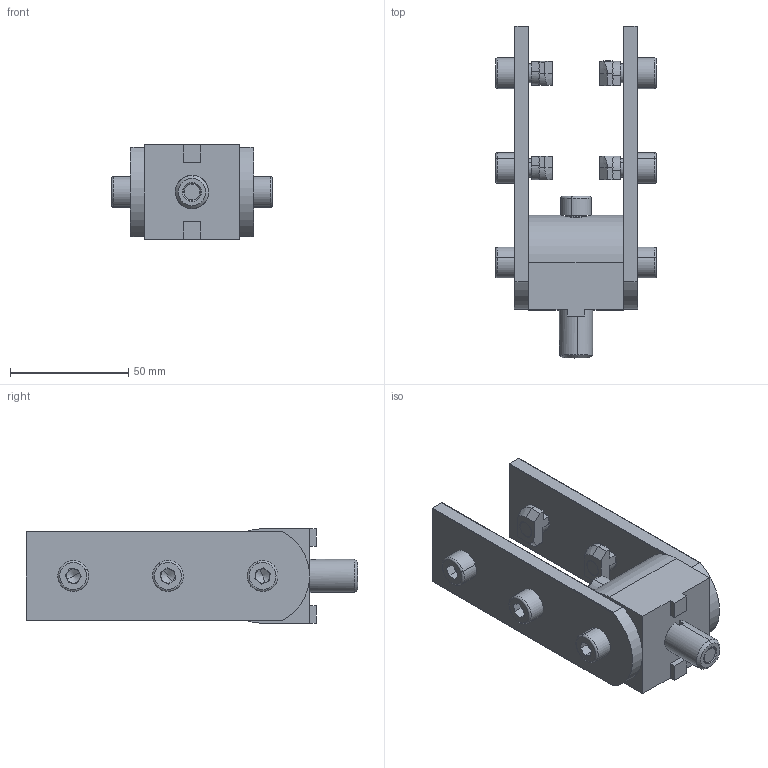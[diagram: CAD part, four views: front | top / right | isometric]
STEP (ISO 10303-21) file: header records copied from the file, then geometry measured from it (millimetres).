
FILE_DESCRIPTION (( 'STEP AP214' ), '1' );
FILE_NAME ('#049 Êîìïëåêò êðîíøòåéíà 40õ40-10-À ñ ñîåäèíèòåëåì, â òîðåö ïðîôèëÿ.STEP', '2022-06-20T09:08:38', ( 'Ñòàñ' ), ( '' ), 'SwSTEP 2.0', 'SolidWorks 2021', '' );
FILE_SCHEMA (( 'AUTOMOTIVE_DESIGN' ));
Length unit declared in the file: millimetre
Products named in the file (8): A467 Ïîâîðîòíûé ñîåäèíèòåëü 120ìì, ïàç 10; D47 Âèíò öèëèíäð. ñ âíóòðåííèì øåñò. Ì8 õ16 DIN 912; A462 Ïîâîðîòíûé êðîíøòåéí 10-A; #049 Êîìïëåêò êðîíøòåéíà 40õ40-10-À ñ ñîåäèíèòåëåì, â òîðåö ïðîôèëÿ; M14 Âèíò öèëèíäð. ñ âíóòðåííèì øåñò. Ì8 õ 18 DIN 912; D45 Ò-ãàéêà Ì8, ïàç 10_00; M20 Âèíò öèëèíäð. ñ âíóòðåííèì øåñò. Ì8 õ60 DIN 912; D10 Âòóëêà ðåçüáîâàÿ Ì14  Ì8_00
Assembly tree (15 placements, depth 2):
  #049 Êîìïëåêò êðîíøòåéíà 40õ40-10-À ñ ñîåäèíèòåëåì, â òîðåö ïðîôèëÿ
    A462 Ïîâîðîòíûé êðîíøòåéí 10-A
    A467 Ïîâîðîòíûé ñîåäèíèòåëü 120ìì, ïàç 10  x2
    D45 Ò-ãàéêà Ì8, ïàç 10_00  x4
    M14 Âèíò öèëèíäð. ñ âíóòðåííèì øåñò. Ì8 õ 18 DIN 912  x2
    D47 Âèíò öèëèíäð. ñ âíóòðåííèì øåñò. Ì8 õ16 DIN 912  x4
    M20 Âèíò öèëèíäð. ñ âíóòðåííèì øåñò. Ì8 õ60 DIN 912
    D10 Âòóëêà ðåçüáîâàÿ Ì14  Ì8_00
Bounding box: 68 x 140.25 x 40 mm (x, y, z)
Volume: 124524.4 mm3; surface area: 45186 mm2
Topology: 15 solids, 15 shells, 479 faces, 1182 edges, 731 vertices
Faces by surface type: plane 290, cylinder 87, cone 74, torus 28
Entity records: 6552 total; most frequent: CARTESIAN_POINT 1362, DIRECTION 1028, ORIENTED_EDGE 964, EDGE_CURVE 482, AXIS2_PLACEMENT_3D 373, VERTEX_POINT 301, LINE 282, VECTOR 282
